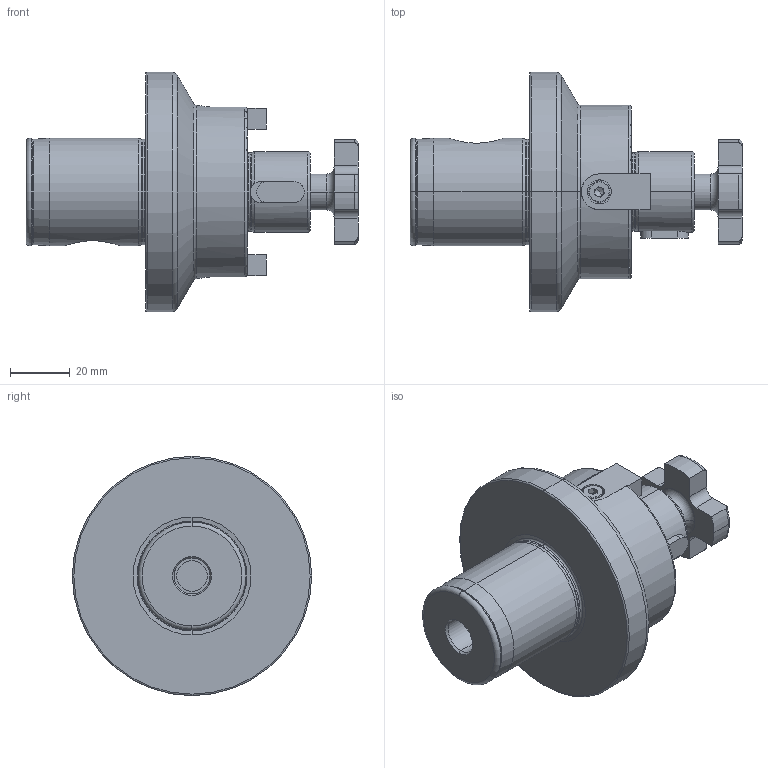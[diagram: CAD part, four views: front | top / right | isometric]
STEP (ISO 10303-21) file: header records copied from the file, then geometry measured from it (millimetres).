
FILE_DESCRIPTION (( 'STEP AP214' ), '1' );
FILE_NAME ('WH8.D27.001.034.STEP', '2024-04-30T13:29:54', ( '' ), ( '' ), 'SwSTEP 2.0', 'SolidWorks 2022', '' );
FILE_SCHEMA (( 'AUTOMOTIVE_DESIGN' ));
Length unit declared in the file: millimetre
Products named in the file (6): WH8.D27.001.034; ISO 4762 - M4 x 10_PreviewCfg; WH8-D27.001.034_A; D27-ER3.001.018_A; D27-ER1.001.022_A; D27-ER2.002.012_A
Assembly tree (7 placements, depth 2):
  WH8.D27.001.034
    WH8-D27.001.034_A
    D27-ER1.001.022_A
    D27-ER2.002.012_A  x2
    ISO 4762 - M4 x 10_PreviewCfg  x2
    D27-ER3.001.018_A
Bounding box: 111 x 80 x 80 mm (x, y, z)
Volume: 169157.5 mm3; surface area: 33132.5 mm2
Topology: 7 solids, 7 shells, 210 faces, 484 edges, 290 vertices
Faces by surface type: plane 71, cylinder 60, torus 42, cone 37
Entity records: 5861 total; most frequent: CARTESIAN_POINT 1525, DIRECTION 905, ORIENTED_EDGE 794, EDGE_CURVE 397, AXIS2_PLACEMENT_3D 367, VERTEX_POINT 239, CIRCLE 186, EDGE_LOOP 186
